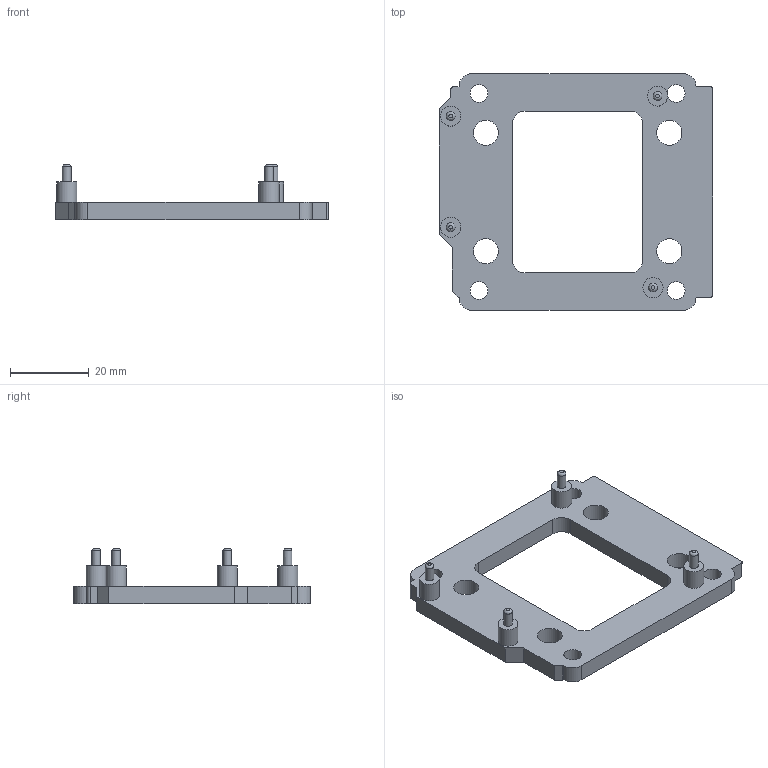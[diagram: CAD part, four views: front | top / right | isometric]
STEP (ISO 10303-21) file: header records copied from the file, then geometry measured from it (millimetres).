
FILE_DESCRIPTION(/* description */ (''),/* implementation_level */ '2;1');
FILE_NAME(/* name */ 'Cole''s Documents/Products/MaP/MaP-Website/plans/files/Map-UNO-Adapter v1.step',/* time_stamp */ '2017-05-16T08:28:35-07:00',/* author */ (''),/* organization */ (''),/* preprocessor_version */ 'ST-DEVELOPER v16.13',/* originating_system */ 'Autodesk Translation Framework v6.1.1.50',/* authorisation */ '');
FILE_SCHEMA (('AUTOMOTIVE_DESIGN { 1 0 10303 214 3 1 1 }'));
Length unit declared in the file: millimetre
Products named in the file (1): Map-UNO-Adapter v1
Bounding box: 69.3 x 59.97 x 13.97 mm (x, y, z)
Volume: 11447.1 mm3; surface area: 7743.4 mm2
Topology: 1 solids, 1 shells, 62 faces, 161 edges, 109 vertices
Faces by surface type: plane 31, cylinder 27, bspline 4
Full cylindrical faces by diameter (mm): 2.2 x4, 4.496 x4, 5.08 x4, 6.35 x4
Entity records: 1984 total; most frequent: CARTESIAN_POINT 427, DIRECTION 324, ORIENTED_EDGE 288, EDGE_CURVE 144, AXIS2_PLACEMENT_3D 125, VERTEX_POINT 108, EDGE_LOOP 104, LINE 74
